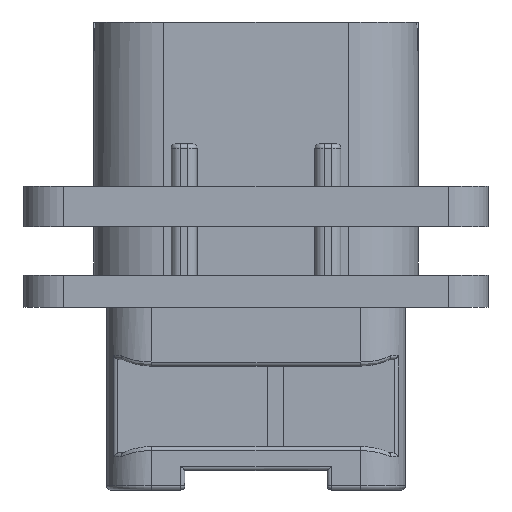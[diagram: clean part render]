
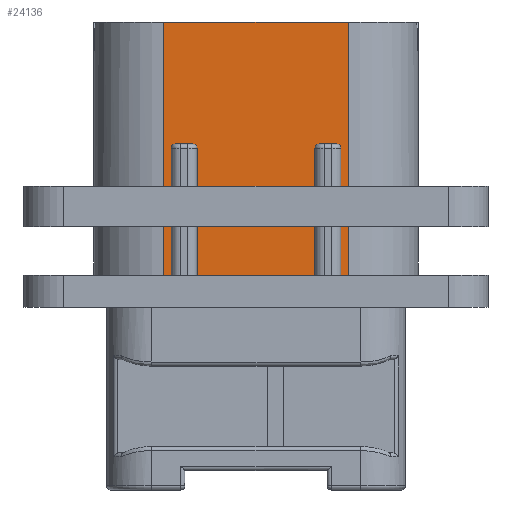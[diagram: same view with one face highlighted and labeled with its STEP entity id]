
A CAD part, front view. The second image highlights one B-rep face of the part: STEP entity #24136.
In plain terms, the highlighted planar face has unit normal (0, -1, 0).
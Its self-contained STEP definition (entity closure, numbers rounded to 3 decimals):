
#1539=DIRECTION('',(1.,0.,0.));
#1540=VECTOR('',#1539,11.4);
#1541=CARTESIAN_POINT('',(-5.7,-9.,17.67));
#1542=LINE('',#1541,#1540);
#2096=DIRECTION('',(1.,0.,0.));
#2097=VECTOR('',#2096,0.45);
#2098=CARTESIAN_POINT('',(5.25,-9.,2.));
#2099=LINE('',#2098,#2097);
#2319=DIRECTION('',(1.,0.,0.));
#2320=VECTOR('',#2319,0.45);
#2321=CARTESIAN_POINT('',(-5.7,-9.,2.));
#2322=LINE('',#2321,#2320);
#2331=CARTESIAN_POINT('',(-5.,-9.,9.87));
#2332=DIRECTION('',(0.,1.,0.));
#2333=DIRECTION('',(-1.,0.,0.));
#2334=AXIS2_PLACEMENT_3D('',#2331,#2332,#2333);
#2363=CARTESIAN_POINT('',(-3.9,-9.,9.87));
#2364=DIRECTION('',(0.,1.,0.));
#2365=DIRECTION('',(0.,0.,1.));
#2366=AXIS2_PLACEMENT_3D('',#2363,#2364,#2365);
#2376=DIRECTION('',(0.,0.,-1.));
#2377=VECTOR('',#2376,7.87);
#2378=CARTESIAN_POINT('',(5.25,-9.,9.87));
#2379=LINE('',#2378,#2377);
#2380=DIRECTION('',(-1.,0.,0.));
#2381=VECTOR('',#2380,1.1);
#2382=CARTESIAN_POINT('',(5.,-9.,10.12));
#2383=LINE('',#2382,#2381);
#2384=DIRECTION('',(0.,0.,-1.));
#2385=VECTOR('',#2384,7.87);
#2386=CARTESIAN_POINT('',(3.65,-9.,9.87));
#2387=LINE('',#2386,#2385);
#2388=DIRECTION('',(0.,0.,-1.));
#2389=VECTOR('',#2388,7.87);
#2390=CARTESIAN_POINT('',(-3.65,-9.,9.87));
#2391=LINE('',#2390,#2389);
#2392=DIRECTION('',(-1.,0.,0.));
#2393=VECTOR('',#2392,1.1);
#2394=CARTESIAN_POINT('',(-3.9,-9.,10.12));
#2395=LINE('',#2394,#2393);
#2396=DIRECTION('',(0.,0.,-1.));
#2397=VECTOR('',#2396,7.87);
#2398=CARTESIAN_POINT('',(-5.25,-9.,9.87));
#2399=LINE('',#2398,#2397);
#2400=DIRECTION('',(0.,0.,-1.));
#2401=VECTOR('',#2400,15.67);
#2402=CARTESIAN_POINT('',(-5.7,-9.,17.67));
#2403=LINE('',#2402,#2401);
#2404=DIRECTION('',(0.,0.,-1.));
#2405=VECTOR('',#2404,15.67);
#2406=CARTESIAN_POINT('',(5.7,-9.,17.67));
#2407=LINE('',#2406,#2405);
#2421=CARTESIAN_POINT('',(5.,-9.,9.87));
#2422=DIRECTION('',(0.,1.,0.));
#2423=DIRECTION('',(0.,0.,1.));
#2424=AXIS2_PLACEMENT_3D('',#2421,#2422,#2423);
#7761=DIRECTION('',(1.,0.,0.));
#7762=VECTOR('',#7761,7.3);
#7763=CARTESIAN_POINT('',(-3.65,-9.,2.));
#7764=LINE('',#7763,#7762);
#7777=CARTESIAN_POINT('',(3.9,-9.,9.87));
#7778=DIRECTION('',(0.,1.,0.));
#7779=DIRECTION('',(-1.,0.,0.));
#7780=AXIS2_PLACEMENT_3D('',#7777,#7778,#7779);
#18421=CARTESIAN_POINT('',(-5.7,-9.,17.67));
#18422=CARTESIAN_POINT('',(-5.7,-9.,2.));
#18423=VERTEX_POINT('',#18421);
#18424=VERTEX_POINT('',#18422);
#18425=CARTESIAN_POINT('',(5.7,-9.,17.67));
#18426=CARTESIAN_POINT('',(5.7,-9.,2.));
#18427=VERTEX_POINT('',#18425);
#18428=VERTEX_POINT('',#18426);
#20404=CARTESIAN_POINT('',(-5.25,-9.,2.));
#20405=VERTEX_POINT('',#20404);
#20406=CARTESIAN_POINT('',(-3.65,-9.,2.));
#20407=CARTESIAN_POINT('',(3.65,-9.,2.));
#20408=VERTEX_POINT('',#20406);
#20409=VERTEX_POINT('',#20407);
#20410=CARTESIAN_POINT('',(5.25,-9.,2.));
#20411=VERTEX_POINT('',#20410);
#20453=CARTESIAN_POINT('',(5.25,-9.,9.87));
#20455=VERTEX_POINT('',#20453);
#20457=CARTESIAN_POINT('',(5.,-9.,10.12));
#20459=VERTEX_POINT('',#20457);
#20472=CARTESIAN_POINT('',(3.9,-9.,10.12));
#20473=VERTEX_POINT('',#20472);
#20474=CARTESIAN_POINT('',(3.65,-9.,9.87));
#20475=VERTEX_POINT('',#20474);
#20477=CARTESIAN_POINT('',(-3.65,-9.,9.87));
#20479=VERTEX_POINT('',#20477);
#20481=CARTESIAN_POINT('',(-3.9,-9.,10.12));
#20483=VERTEX_POINT('',#20481);
#20496=CARTESIAN_POINT('',(-5.,-9.,10.12));
#20497=VERTEX_POINT('',#20496);
#20498=CARTESIAN_POINT('',(-5.25,-9.,9.87));
#20499=VERTEX_POINT('',#20498);
#24106=CARTESIAN_POINT('',(-10.05,-9.,2.));
#24107=DIRECTION('',(0.,-1.,0.));
#24108=DIRECTION('',(1.,0.,0.));
#24109=AXIS2_PLACEMENT_3D('',#24106,#24107,#24108);
#24110=PLANE('',#24109);
#24112=ORIENTED_EDGE('',*,*,#24111,.F.);
#24114=ORIENTED_EDGE('',*,*,#24113,.F.);
#24116=ORIENTED_EDGE('',*,*,#24115,.T.);
#24118=ORIENTED_EDGE('',*,*,#24117,.F.);
#24120=ORIENTED_EDGE('',*,*,#24119,.T.);
#24122=ORIENTED_EDGE('',*,*,#24121,.F.);
#24123=ORIENTED_EDGE('',*,*,#24097,.F.);
#24124=ORIENTED_EDGE('',*,*,#24086,.F.);
#24125=ORIENTED_EDGE('',*,*,#24071,.T.);
#24126=ORIENTED_EDGE('',*,*,#24052,.F.);
#24127=ORIENTED_EDGE('',*,*,#24037,.T.);
#24128=ORIENTED_EDGE('',*,*,#24022,.F.);
#24130=ORIENTED_EDGE('',*,*,#24129,.F.);
#24131=ORIENTED_EDGE('',*,*,#23187,.T.);
#24132=ORIENTED_EDGE('',*,*,#23725,.T.);
#24133=ORIENTED_EDGE('',*,*,#23756,.F.);
#24134=EDGE_LOOP('',(#24112,#24114,#24116,#24118,#24120,#24122,#24123,#24124,
#24125,#24126,#24127,#24128,#24130,#24131,#24132,#24133));
#24135=FACE_OUTER_BOUND('',#24134,.F.);
#24136=ADVANCED_FACE('',(#24135),#24110,.T.);
#2335=CIRCLE('',#2334,0.25);
#2367=CIRCLE('',#2366,0.25);
#2425=CIRCLE('',#2424,0.25);
#7781=CIRCLE('',#7780,0.25);
#23187=EDGE_CURVE('',#18423,#18427,#1542,.T.);
#23725=EDGE_CURVE('',#18427,#18428,#2407,.T.);
#23756=EDGE_CURVE('',#20411,#18428,#2099,.T.);
#24022=EDGE_CURVE('',#18424,#20405,#2322,.T.);
#24037=EDGE_CURVE('',#20499,#20405,#2399,.T.);
#24052=EDGE_CURVE('',#20499,#20497,#2335,.T.);
#24071=EDGE_CURVE('',#20483,#20497,#2395,.T.);
#24086=EDGE_CURVE('',#20483,#20479,#2367,.T.);
#24097=EDGE_CURVE('',#20479,#20408,#2391,.T.);
#24111=EDGE_CURVE('',#20455,#20411,#2379,.T.);
#24113=EDGE_CURVE('',#20459,#20455,#2425,.T.);
#24115=EDGE_CURVE('',#20459,#20473,#2383,.T.);
#24117=EDGE_CURVE('',#20475,#20473,#7781,.T.);
#24119=EDGE_CURVE('',#20475,#20409,#2387,.T.);
#24121=EDGE_CURVE('',#20408,#20409,#7764,.T.);
#24129=EDGE_CURVE('',#18423,#18424,#2403,.T.);
